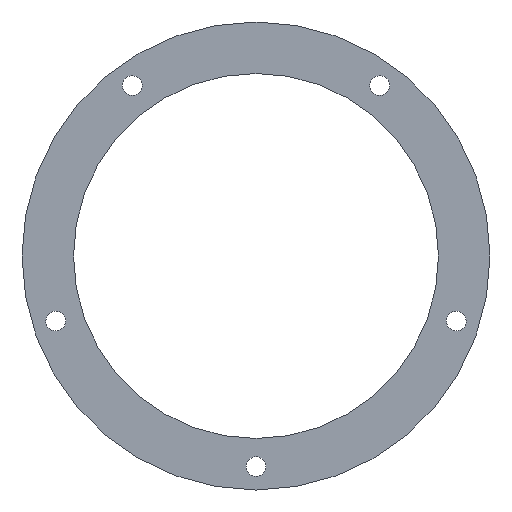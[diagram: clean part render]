
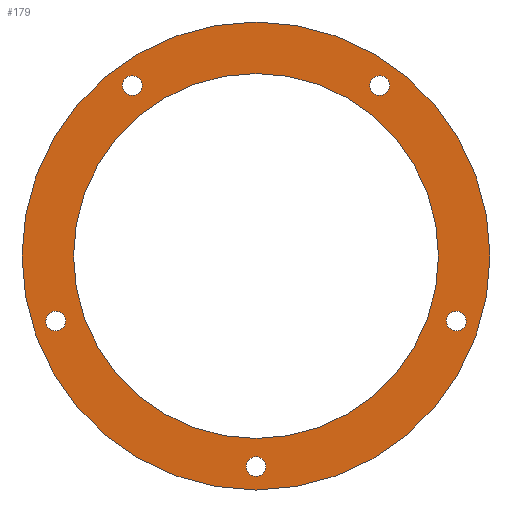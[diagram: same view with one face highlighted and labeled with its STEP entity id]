
A CAD part, front view. The second image highlights one B-rep face of the part: STEP entity #179.
In plain terms, the highlighted planar face has unit normal (0, -1, 0).
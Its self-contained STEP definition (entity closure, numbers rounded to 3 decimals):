
#21=FACE_BOUND('',#53,.T.);
#22=FACE_BOUND('',#54,.T.);
#23=FACE_BOUND('',#55,.T.);
#24=FACE_BOUND('',#56,.T.);
#25=FACE_BOUND('',#57,.T.);
#26=FACE_BOUND('',#58,.T.);
#28=PLANE('',#216);
#37=FACE_OUTER_BOUND('',#52,.T.);
#52=EDGE_LOOP('',(#157));
#53=EDGE_LOOP('',(#158));
#54=EDGE_LOOP('',(#159));
#55=EDGE_LOOP('',(#160));
#56=EDGE_LOOP('',(#161));
#57=EDGE_LOOP('',(#162));
#58=EDGE_LOOP('',(#163));
#73=CIRCLE('',#195,2.117);
#75=CIRCLE('',#198,2.117);
#77=CIRCLE('',#201,2.117);
#79=CIRCLE('',#204,2.117);
#81=CIRCLE('',#207,2.117);
#85=CIRCLE('',#213,39.);
#86=CIRCLE('',#215,50.);
#87=VERTEX_POINT('',#274);
#89=VERTEX_POINT('',#280);
#91=VERTEX_POINT('',#286);
#93=VERTEX_POINT('',#292);
#95=VERTEX_POINT('',#298);
#99=VERTEX_POINT('',#309);
#100=VERTEX_POINT('',#313);
#101=EDGE_CURVE('',#87,#87,#73,.F.);
#104=EDGE_CURVE('',#89,#89,#75,.F.);
#107=EDGE_CURVE('',#91,#91,#77,.F.);
#110=EDGE_CURVE('',#93,#93,#79,.F.);
#113=EDGE_CURVE('',#95,#95,#81,.F.);
#119=EDGE_CURVE('',#99,#99,#85,.T.);
#121=EDGE_CURVE('',#100,#100,#86,.T.);
#157=ORIENTED_EDGE('',*,*,#121,.F.);
#158=ORIENTED_EDGE('',*,*,#101,.T.);
#159=ORIENTED_EDGE('',*,*,#104,.T.);
#160=ORIENTED_EDGE('',*,*,#107,.T.);
#161=ORIENTED_EDGE('',*,*,#110,.T.);
#162=ORIENTED_EDGE('',*,*,#113,.T.);
#163=ORIENTED_EDGE('',*,*,#119,.F.);
#179=ADVANCED_FACE('',(#37,#21,#22,#23,#24,#25,#26),#28,.F.);
#195=AXIS2_PLACEMENT_3D('',#275,#221,#222);
#198=AXIS2_PLACEMENT_3D('',#281,#228,#229);
#201=AXIS2_PLACEMENT_3D('',#287,#235,#236);
#204=AXIS2_PLACEMENT_3D('',#293,#242,#243);
#207=AXIS2_PLACEMENT_3D('',#299,#249,#250);
#213=AXIS2_PLACEMENT_3D('',#311,#263,#264);
#215=AXIS2_PLACEMENT_3D('',#315,#268,#269);
#216=AXIS2_PLACEMENT_3D('',#316,#270,#271);
#221=DIRECTION('center_axis',(0.,-1.,0.));
#222=DIRECTION('ref_axis',(0.309,0.,-0.951));
#228=DIRECTION('center_axis',(0.,-1.,0.));
#229=DIRECTION('ref_axis',(-0.809,0.,-0.588));
#235=DIRECTION('center_axis',(0.,-1.,0.));
#236=DIRECTION('ref_axis',(-0.809,0.,0.588));
#242=DIRECTION('center_axis',(0.,-1.,0.));
#243=DIRECTION('ref_axis',(0.309,0.,0.951));
#249=DIRECTION('center_axis',(0.,-1.,0.));
#250=DIRECTION('ref_axis',(1.,0.,0.));
#263=DIRECTION('center_axis',(0.,-1.,0.));
#264=DIRECTION('ref_axis',(-1.,0.,0.));
#268=DIRECTION('center_axis',(0.,1.,0.));
#269=DIRECTION('ref_axis',(-1.,0.,0.));
#270=DIRECTION('center_axis',(0.,1.,0.));
#271=DIRECTION('ref_axis',(-1.,0.,0.));
#274=CARTESIAN_POINT('',(-313.441,128.75,646.908));
#275=CARTESIAN_POINT('Origin',(-312.787,128.75,644.894));
#280=CARTESIAN_POINT('',(-294.727,128.75,696.45));
#281=CARTESIAN_POINT('Origin',(-296.44,128.75,695.206));
#286=CARTESIAN_POINT('',(-241.826,128.75,693.961));
#287=CARTESIAN_POINT('Origin',(-243.539,128.75,695.206));
#292=CARTESIAN_POINT('',(-227.846,128.75,642.881));
#293=CARTESIAN_POINT('Origin',(-227.192,128.75,644.894));
#298=CARTESIAN_POINT('',(-272.106,128.75,613.8));
#299=CARTESIAN_POINT('Origin',(-269.989,128.75,613.8));
#309=CARTESIAN_POINT('',(-230.989,128.75,658.8));
#311=CARTESIAN_POINT('Origin',(-269.989,128.75,658.8));
#313=CARTESIAN_POINT('',(-219.989,128.75,658.8));
#315=CARTESIAN_POINT('Origin',(-269.989,128.75,658.8));
#316=CARTESIAN_POINT('Origin',(-269.989,128.75,658.8));
